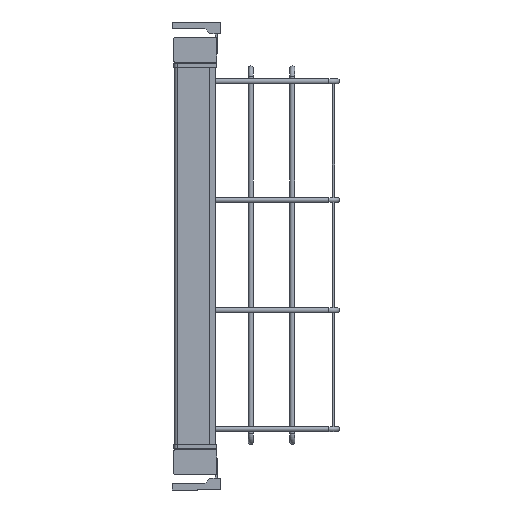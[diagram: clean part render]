
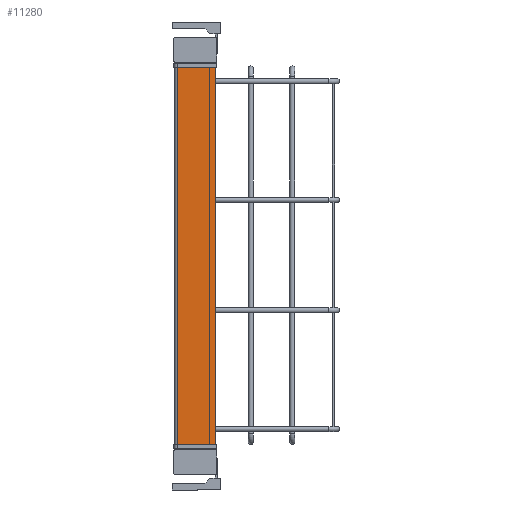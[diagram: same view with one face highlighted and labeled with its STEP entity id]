
A CAD part, left-side view. The second image highlights one B-rep face of the part: STEP entity #11280.
In plain terms, the highlighted planar face has unit normal (-1, 0, 0).
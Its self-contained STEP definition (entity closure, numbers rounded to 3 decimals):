
#382=PLANE('',#12130);
#808=FACE_OUTER_BOUND('',#1429,.T.);
#1429=EDGE_LOOP('',(#8419,#8420,#8421,#8422));
#2191=LINE('',#16894,#3331);
#2348=LINE('',#17292,#3488);
#2375=LINE('',#17354,#3515);
#2376=LINE('',#17356,#3516);
#3331=VECTOR('',#13494,10.);
#3488=VECTOR('',#13881,10.);
#3515=VECTOR('',#13944,10.);
#3516=VECTOR('',#13947,10.);
#4927=VERTEX_POINT('',#16891);
#4928=VERTEX_POINT('',#16893);
#5052=VERTEX_POINT('',#17288);
#5054=VERTEX_POINT('',#17291);
#6102=EDGE_CURVE('',#4927,#4928,#2191,.T.);
#6299=EDGE_CURVE('',#5054,#5052,#2348,.T.);
#6331=EDGE_CURVE('',#4927,#5054,#2375,.T.);
#6332=EDGE_CURVE('',#4928,#5052,#2376,.T.);
#8419=ORIENTED_EDGE('',*,*,#6299,.T.);
#8420=ORIENTED_EDGE('',*,*,#6332,.F.);
#8421=ORIENTED_EDGE('',*,*,#6102,.F.);
#8422=ORIENTED_EDGE('',*,*,#6331,.T.);
#11280=ADVANCED_FACE('',(#808),#382,.T.);
#12130=AXIS2_PLACEMENT_3D('',#17355,#13945,#13946);
#13494=DIRECTION('',(0.,1.,0.));
#13881=DIRECTION('',(0.,1.,0.));
#13944=DIRECTION('',(0.,0.,1.));
#13945=DIRECTION('center_axis',(-1.,0.,0.));
#13946=DIRECTION('ref_axis',(0.,-1.,0.));
#13947=DIRECTION('',(0.,0.,1.));
#16891=CARTESIAN_POINT('',(0.,0.,0.));
#16893=CARTESIAN_POINT('',(0.,46.,0.));
#16894=CARTESIAN_POINT('',(0.,0.,0.));
#17288=CARTESIAN_POINT('',(0.,46.,455.));
#17291=CARTESIAN_POINT('',(0.,0.,455.));
#17292=CARTESIAN_POINT('',(0.,35.088,455.));
#17354=CARTESIAN_POINT('',(0.,0.,0.));
#17355=CARTESIAN_POINT('Origin',(0.,46.,0.));
#17356=CARTESIAN_POINT('',(0.,46.,0.));
